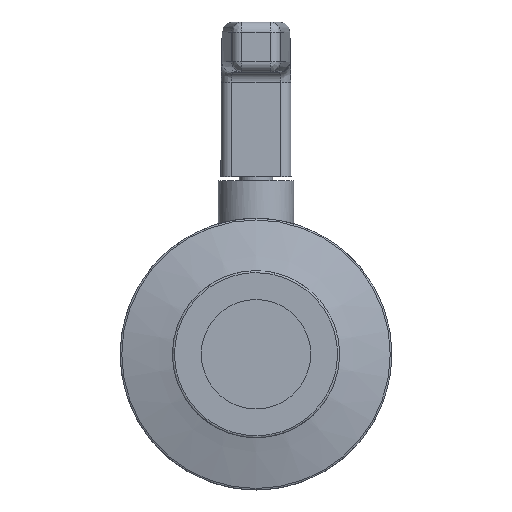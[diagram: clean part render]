
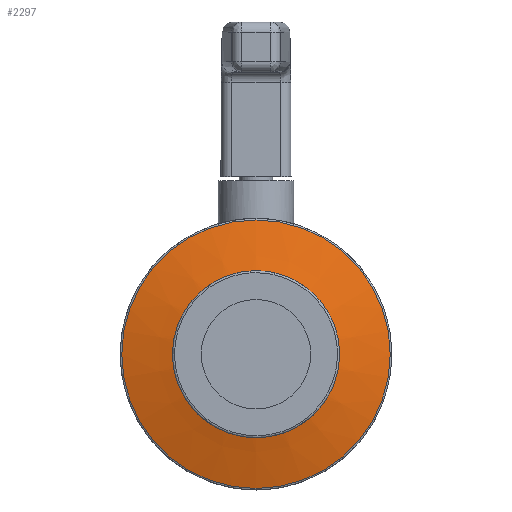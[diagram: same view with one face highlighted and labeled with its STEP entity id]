
A CAD part, left-side view. The second image highlights one B-rep face of the part: STEP entity #2297.
In plain terms, the highlighted conical face has half-angle 75 degrees and reference radius 32.129 mm.
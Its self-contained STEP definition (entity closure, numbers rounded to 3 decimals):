
#199 = EDGE_LOOP ( 'NONE', ( #1816 ) ) ;
#277 = CIRCLE ( 'NONE', #2779, 32.129 ) ;
#370 = ORIENTED_EDGE ( 'NONE', *, *, #3173, .T. ) ;
#479 = FACE_OUTER_BOUND ( 'NONE', #199, .T. ) ;
#639 = EDGE_LOOP ( 'NONE', ( #370 ) ) ;
#920 = DIRECTION ( 'NONE',  ( 0., 0., -1. ) ) ;
#1168 = CARTESIAN_POINT ( 'NONE',  ( -11.099, 0., 0. ) ) ;
#1388 = DIRECTION ( 'NONE',  ( 1., 0., 0. ) ) ;
#1410 = CARTESIAN_POINT ( 'NONE',  ( -15.724, 0., 0. ) ) ;
#1561 = DIRECTION ( 'NONE',  ( 1., 0., 0. ) ) ;
#1637 = FACE_BOUND ( 'NONE', #639, .T. ) ;
#1658 = DIRECTION ( 'NONE',  ( 0., 0., -1. ) ) ;
#1728 = AXIS2_PLACEMENT_3D ( 'NONE', #1410, #1388, #1658 ) ;
#1816 = ORIENTED_EDGE ( 'NONE', *, *, #3387, .F. ) ;
#2217 = VERTEX_POINT ( 'NONE', #3135 ) ;
#2258 = AXIS2_PLACEMENT_3D ( 'NONE', #2835, #1561, #2450 ) ;
#2297 = ADVANCED_FACE ( 'NONE', ( #479, #1637 ), #3221, .T. ) ;
#2450 = DIRECTION ( 'NONE',  ( 0., 0., -1. ) ) ;
#2503 = VERTEX_POINT ( 'NONE', #3347 ) ;
#2509 = DIRECTION ( 'NONE',  ( 1., 0., 0. ) ) ;
#2779 = AXIS2_PLACEMENT_3D ( 'NONE', #1168, #2509, #920 ) ;
#2835 = CARTESIAN_POINT ( 'NONE',  ( -11.099, 0., 0. ) ) ;
#3135 = CARTESIAN_POINT ( 'NONE',  ( -15.724, 0., -14.871 ) ) ;
#3173 = EDGE_CURVE ( 'NONE', #2217, #2217, #3232, .T. ) ;
#3221 = CONICAL_SURFACE ( 'NONE', #2258, 32.129, 1.309 ) ;
#3232 = CIRCLE ( 'NONE', #1728, 14.871 ) ;
#3347 = CARTESIAN_POINT ( 'NONE',  ( -11.099, 0., -32.129 ) ) ;
#3387 = EDGE_CURVE ( 'NONE', #2503, #2503, #277, .T. ) ;
